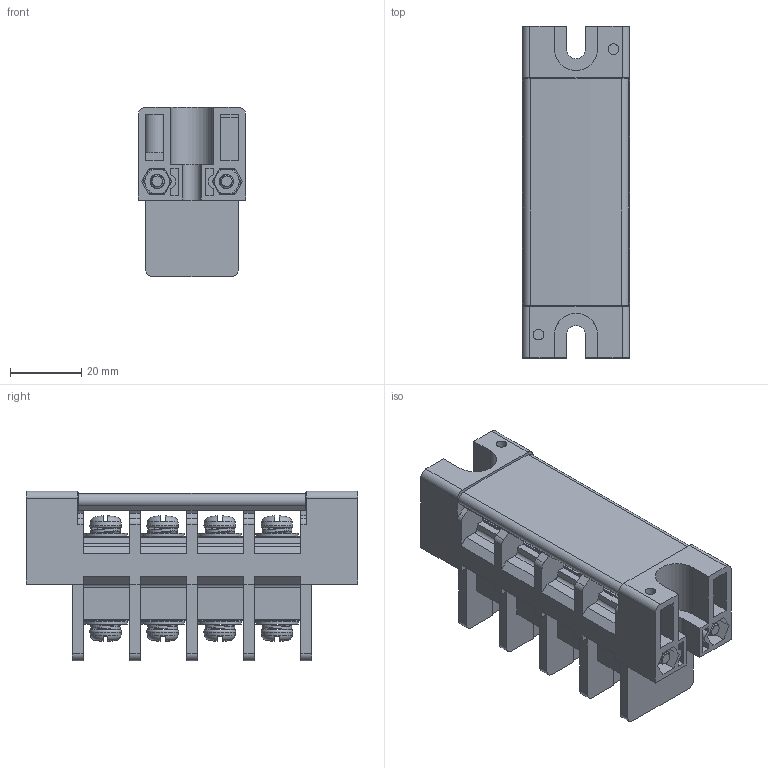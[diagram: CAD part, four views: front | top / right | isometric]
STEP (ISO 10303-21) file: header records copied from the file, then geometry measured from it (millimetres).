
FILE_DESCRIPTION( ( 'Unknown' ), '1' );
FILE_NAME( 'BTBCM101-20140603草A2--.stp', 'Unknown', ( 'Unknown' ), ( 'Unknown' ), 'XStep 1.0', 'Unknown', ' ' );
FILE_SCHEMA( ( 'CONFIG_CONTROL_DESIGN' ) );
Length unit declared in the file: millimetre
Products named in the file (1): 1
Bounding box: 30 x 93 x 47.5 mm (x, y, z)
Volume: 51573.3 mm3; surface area: 46787.1 mm2
Topology: 1 solids, 1 shells, 1453 faces, 4195 edges, 2734 vertices
Faces by surface type: plane 1025, cylinder 248, torus 60, cone 60, bspline 58, sphere 2
Full cylindrical faces by diameter (mm): 0.001 x32, 3 x4, 3.45 x2, 3.75 x2, 4.3 x8, 8 x2, 12 x8
Entity records: 70474 total; most frequent: CARTESIAN_POINT 34235, ORIENTED_EDGE 7972, DIRECTION 6688, EDGE_CURVE 3986, VERTEX_POINT 2669, LINE 2664, VECTOR 2664, AXIS2_PLACEMENT_3D 2012
